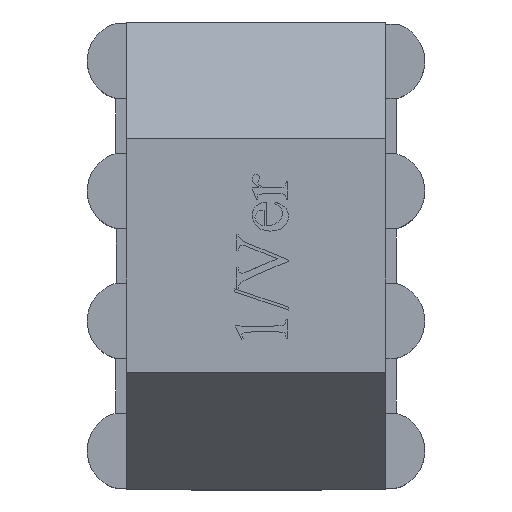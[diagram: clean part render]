
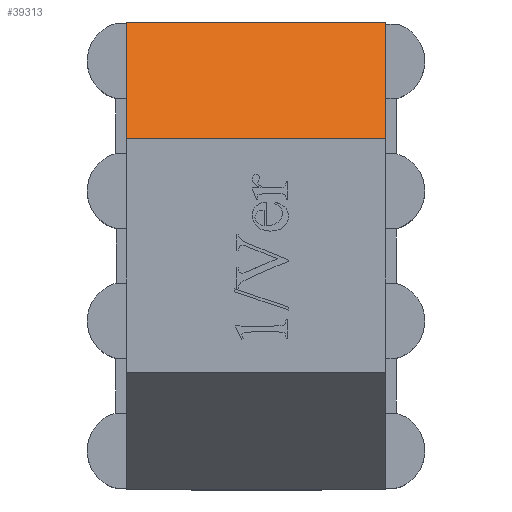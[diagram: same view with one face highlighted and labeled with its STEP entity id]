
A CAD part, top view. The second image highlights one B-rep face of the part: STEP entity #39313.
In plain terms, the highlighted planar face has unit normal (0, 0.743, 0.669).
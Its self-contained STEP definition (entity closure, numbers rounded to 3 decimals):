
#8843 = PLANE('',#8844);
#8844 = AXIS2_PLACEMENT_3D('',#8845,#8846,#8847);
#8845 = CARTESIAN_POINT('',(11.5,10.051,7.5));
#8846 = DIRECTION('',(1.,0.,0.));
#8847 = DIRECTION('',(0.,0.,1.));
#9890 = VERTEX_POINT('',#9891);
#9891 = CARTESIAN_POINT('',(11.5,18.,15.));
#9905 = PLANE('',#9906);
#9906 = AXIS2_PLACEMENT_3D('',#9907,#9908,#9909);
#9907 = CARTESIAN_POINT('',(1.5,18.,15.));
#9908 = DIRECTION('',(0.,1.,0.));
#9909 = DIRECTION('',(0.,0.,1.));
#9917 = EDGE_CURVE('',#9890,#9918,#9920,.T.);
#9918 = VERTEX_POINT('',#9919);
#9919 = CARTESIAN_POINT('',(11.5,13.5,20.));
#9920 = SURFACE_CURVE('',#9921,(#9925,#9932),.PCURVE_S1.);
#9921 = LINE('',#9922,#9923);
#9922 = CARTESIAN_POINT('',(11.5,18.,15.));
#9923 = VECTOR('',#9924,1.);
#9924 = DIRECTION('',(0.,-0.669,0.743));
#9925 = PCURVE('',#8843,#9926);
#9926 = DEFINITIONAL_REPRESENTATION('',(#9927),#9931);
#9927 = LINE('',#9928,#9929);
#9928 = CARTESIAN_POINT('',(7.5,-7.949));
#9929 = VECTOR('',#9930,1.);
#9930 = DIRECTION('',(0.743,0.669));
#9931 = ( GEOMETRIC_REPRESENTATION_CONTEXT(2) 
PARAMETRIC_REPRESENTATION_CONTEXT() REPRESENTATION_CONTEXT('2D SPACE',''
  ) );
#9932 = PCURVE('',#9933,#9938);
#9933 = PLANE('',#9934);
#9934 = AXIS2_PLACEMENT_3D('',#9935,#9936,#9937);
#9935 = CARTESIAN_POINT('',(1.5,18.,15.));
#9936 = DIRECTION('',(0.,0.743,0.669));
#9937 = DIRECTION('',(0.,-0.669,0.743));
#9938 = DEFINITIONAL_REPRESENTATION('',(#9939),#9943);
#9939 = LINE('',#9940,#9941);
#9940 = CARTESIAN_POINT('',(0.,10.));
#9941 = VECTOR('',#9942,1.);
#9942 = DIRECTION('',(1.,0.));
#9943 = ( GEOMETRIC_REPRESENTATION_CONTEXT(2) 
PARAMETRIC_REPRESENTATION_CONTEXT() REPRESENTATION_CONTEXT('2D SPACE',''
  ) );
#9961 = PLANE('',#9962);
#9962 = AXIS2_PLACEMENT_3D('',#9963,#9964,#9965);
#9963 = CARTESIAN_POINT('',(1.5,13.5,20.));
#9964 = DIRECTION('',(0.,0.,1.));
#9965 = DIRECTION('',(1.,0.,0.));
#15975 = PLANE('',#15976);
#15976 = AXIS2_PLACEMENT_3D('',#15977,#15978,#15979);
#15977 = CARTESIAN_POINT('',(1.5,0.,1.5));
#15978 = DIRECTION('',(-1.,0.,0.));
#15979 = DIRECTION('',(0.,0.,-1.));
#24894 = VERTEX_POINT('',#24895);
#24895 = CARTESIAN_POINT('',(1.5,13.5,20.));
#24916 = EDGE_CURVE('',#24894,#24917,#24919,.T.);
#24917 = VERTEX_POINT('',#24918);
#24918 = CARTESIAN_POINT('',(1.5,18.,15.));
#24919 = SURFACE_CURVE('',#24920,(#24924,#24931),.PCURVE_S1.);
#24920 = LINE('',#24921,#24922);
#24921 = CARTESIAN_POINT('',(1.5,13.5,20.));
#24922 = VECTOR('',#24923,1.);
#24923 = DIRECTION('',(0.,0.669,-0.743));
#24924 = PCURVE('',#15975,#24925);
#24925 = DEFINITIONAL_REPRESENTATION('',(#24926),#24930);
#24926 = LINE('',#24927,#24928);
#24927 = CARTESIAN_POINT('',(-18.5,-13.5));
#24928 = VECTOR('',#24929,1.);
#24929 = DIRECTION('',(0.743,-0.669));
#24930 = ( GEOMETRIC_REPRESENTATION_CONTEXT(2) 
PARAMETRIC_REPRESENTATION_CONTEXT() REPRESENTATION_CONTEXT('2D SPACE',''
  ) );
#24931 = PCURVE('',#9933,#24932);
#24932 = DEFINITIONAL_REPRESENTATION('',(#24933),#24937);
#24933 = LINE('',#24934,#24935);
#24934 = CARTESIAN_POINT('',(6.727,0.));
#24935 = VECTOR('',#24936,1.);
#24936 = DIRECTION('',(-1.,0.));
#24937 = ( GEOMETRIC_REPRESENTATION_CONTEXT(2) 
PARAMETRIC_REPRESENTATION_CONTEXT() REPRESENTATION_CONTEXT('2D SPACE',''
  ) );
#39156 = EDGE_CURVE('',#9890,#24917,#39157,.T.);
#39157 = SURFACE_CURVE('',#39158,(#39162,#39169),.PCURVE_S1.);
#39158 = LINE('',#39159,#39160);
#39159 = CARTESIAN_POINT('',(11.5,18.,15.));
#39160 = VECTOR('',#39161,1.);
#39161 = DIRECTION('',(-1.,0.,0.));
#39162 = PCURVE('',#9905,#39163);
#39163 = DEFINITIONAL_REPRESENTATION('',(#39164),#39168);
#39164 = LINE('',#39165,#39166);
#39165 = CARTESIAN_POINT('',(0.,10.));
#39166 = VECTOR('',#39167,1.);
#39167 = DIRECTION('',(0.,-1.));
#39168 = ( GEOMETRIC_REPRESENTATION_CONTEXT(2) 
PARAMETRIC_REPRESENTATION_CONTEXT() REPRESENTATION_CONTEXT('2D SPACE',''
  ) );
#39169 = PCURVE('',#9933,#39170);
#39170 = DEFINITIONAL_REPRESENTATION('',(#39171),#39175);
#39171 = LINE('',#39172,#39173);
#39172 = CARTESIAN_POINT('',(0.,10.));
#39173 = VECTOR('',#39174,1.);
#39174 = DIRECTION('',(0.,-1.));
#39175 = ( GEOMETRIC_REPRESENTATION_CONTEXT(2) 
PARAMETRIC_REPRESENTATION_CONTEXT() REPRESENTATION_CONTEXT('2D SPACE',''
  ) );
#39313 = ADVANCED_FACE('',(#39314),#9933,.T.);
#39314 = FACE_BOUND('',#39315,.T.);
#39315 = EDGE_LOOP('',(#39316,#39317,#39338,#39339));
#39316 = ORIENTED_EDGE('',*,*,#24916,.F.);
#39317 = ORIENTED_EDGE('',*,*,#39318,.F.);
#39318 = EDGE_CURVE('',#9918,#24894,#39319,.T.);
#39319 = SURFACE_CURVE('',#39320,(#39324,#39331),.PCURVE_S1.);
#39320 = LINE('',#39321,#39322);
#39321 = CARTESIAN_POINT('',(11.5,13.5,20.));
#39322 = VECTOR('',#39323,1.);
#39323 = DIRECTION('',(-1.,0.,0.));
#39324 = PCURVE('',#9933,#39325);
#39325 = DEFINITIONAL_REPRESENTATION('',(#39326),#39330);
#39326 = LINE('',#39327,#39328);
#39327 = CARTESIAN_POINT('',(6.727,10.));
#39328 = VECTOR('',#39329,1.);
#39329 = DIRECTION('',(0.,-1.));
#39330 = ( GEOMETRIC_REPRESENTATION_CONTEXT(2) 
PARAMETRIC_REPRESENTATION_CONTEXT() REPRESENTATION_CONTEXT('2D SPACE',''
  ) );
#39331 = PCURVE('',#9961,#39332);
#39332 = DEFINITIONAL_REPRESENTATION('',(#39333),#39337);
#39333 = LINE('',#39334,#39335);
#39334 = CARTESIAN_POINT('',(10.,0.));
#39335 = VECTOR('',#39336,1.);
#39336 = DIRECTION('',(-1.,0.));
#39337 = ( GEOMETRIC_REPRESENTATION_CONTEXT(2) 
PARAMETRIC_REPRESENTATION_CONTEXT() REPRESENTATION_CONTEXT('2D SPACE',''
  ) );
#39338 = ORIENTED_EDGE('',*,*,#9917,.F.);
#39339 = ORIENTED_EDGE('',*,*,#39156,.T.);
